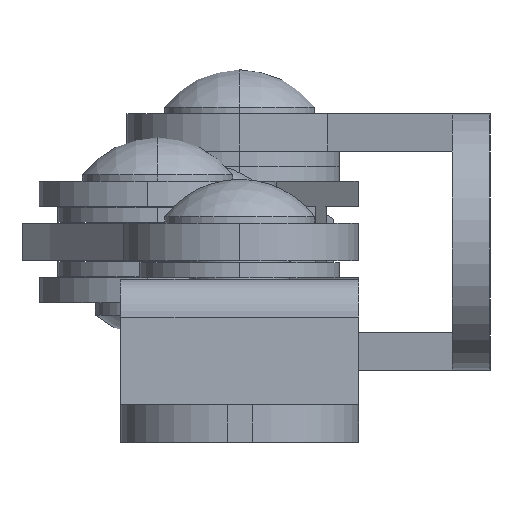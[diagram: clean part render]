
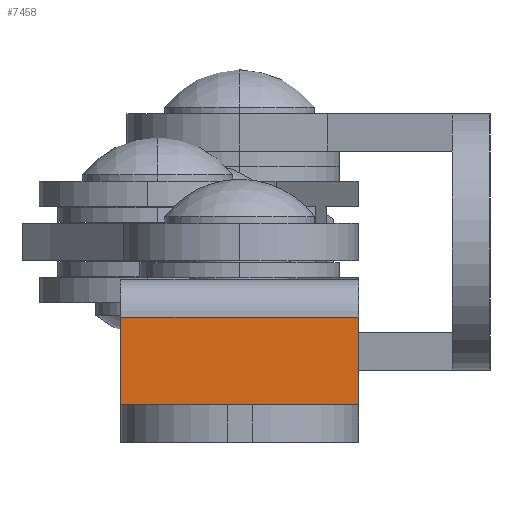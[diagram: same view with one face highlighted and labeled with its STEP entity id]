
A CAD part, left-side view. The second image highlights one B-rep face of the part: STEP entity #7458.
In plain terms, the highlighted planar face has unit normal (-1, 0, 0).
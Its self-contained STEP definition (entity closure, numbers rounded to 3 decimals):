
#146 = EDGE_CURVE ( 'NONE', #1697, #2157, #8280, .T. ) ;
#402 = CARTESIAN_POINT ( 'NONE',  ( -12., -9.5, 3. ) ) ;
#518 = CARTESIAN_POINT ( 'NONE',  ( -12., -9.5, 3. ) ) ;
#598 = DIRECTION ( 'NONE',  ( 0., -1., 0. ) ) ;
#1058 = DIRECTION ( 'NONE',  ( 0., 0., 1. ) ) ;
#1300 = LINE ( 'NONE', #402, #3673 ) ;
#1368 = ORIENTED_EDGE ( 'NONE', *, *, #5325, .F. ) ;
#1508 = CARTESIAN_POINT ( 'NONE',  ( -12., 9.5, 3. ) ) ;
#1697 = VERTEX_POINT ( 'NONE', #6131 ) ;
#1820 = ORIENTED_EDGE ( 'NONE', *, *, #146, .F. ) ;
#1893 = VECTOR ( 'NONE', #1058, 1000. ) ;
#1935 = CARTESIAN_POINT ( 'NONE',  ( -12., 9.5, 3. ) ) ;
#2157 = VERTEX_POINT ( 'NONE', #7959 ) ;
#2377 = LINE ( 'NONE', #1508, #7791 ) ;
#2562 = VERTEX_POINT ( 'NONE', #8112 ) ;
#2754 = VERTEX_POINT ( 'NONE', #518 ) ;
#2832 = LINE ( 'NONE', #1935, #1893 ) ;
#3269 = PLANE ( 'NONE',  #5297 ) ;
#3482 = EDGE_CURVE ( 'NONE', #2754, #2157, #1300, .T. ) ;
#3673 = VECTOR ( 'NONE', #8220, 1000. ) ;
#3809 = DIRECTION ( 'NONE',  ( 0., -1., 0. ) ) ;
#4179 = VECTOR ( 'NONE', #3809, 1000. ) ;
#4710 = CARTESIAN_POINT ( 'NONE',  ( -12., 9.5, 10. ) ) ;
#5220 = ORIENTED_EDGE ( 'NONE', *, *, #8532, .T. ) ;
#5297 = AXIS2_PLACEMENT_3D ( 'NONE', #8431, #7538, #6617 ) ;
#5325 = EDGE_CURVE ( 'NONE', #2562, #1697, #2832, .T. ) ;
#6131 = CARTESIAN_POINT ( 'NONE',  ( -12., 9.5, 10. ) ) ;
#6156 = EDGE_LOOP ( 'NONE', ( #8658, #1820, #1368, #5220 ) ) ;
#6617 = DIRECTION ( 'NONE',  ( 0., 0., -1. ) ) ;
#7099 = FACE_OUTER_BOUND ( 'NONE', #6156, .T. ) ;
#7458 = ADVANCED_FACE ( 'NONE', ( #7099 ), #3269, .F. ) ;
#7538 = DIRECTION ( 'NONE',  ( 1., 0., 0. ) ) ;
#7791 = VECTOR ( 'NONE', #598, 1000. ) ;
#7959 = CARTESIAN_POINT ( 'NONE',  ( -12., -9.5, 10. ) ) ;
#8112 = CARTESIAN_POINT ( 'NONE',  ( -12., 9.5, 3. ) ) ;
#8220 = DIRECTION ( 'NONE',  ( 0., 0., 1. ) ) ;
#8280 = LINE ( 'NONE', #4710, #4179 ) ;
#8431 = CARTESIAN_POINT ( 'NONE',  ( -12., 9.5, 3. ) ) ;
#8532 = EDGE_CURVE ( 'NONE', #2562, #2754, #2377, .T. ) ;
#8658 = ORIENTED_EDGE ( 'NONE', *, *, #3482, .T. ) ;
